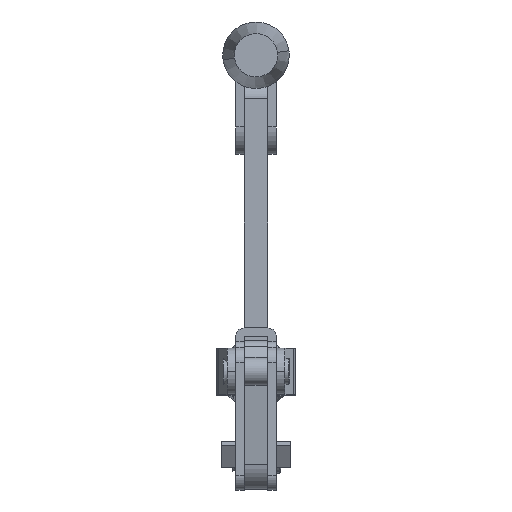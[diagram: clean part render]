
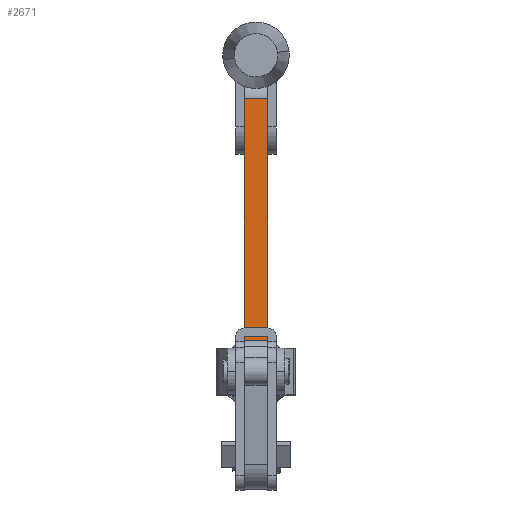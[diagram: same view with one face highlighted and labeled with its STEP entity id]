
A CAD part, front view. The second image highlights one B-rep face of the part: STEP entity #2671.
In plain terms, the highlighted face is planar.
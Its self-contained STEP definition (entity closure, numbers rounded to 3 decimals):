
#983 = ORIENTED_EDGE ( 'NONE', *, *, #21592, .T. ) ;
#2007 = LINE ( 'NONE', #24860, #23626 ) ;
#2671 = ADVANCED_FACE ( 'NONE', ( #34850 ), #25641, .F. ) ;
#5622 = VERTEX_POINT ( 'NONE', #6975 ) ;
#6975 = CARTESIAN_POINT ( 'NONE',  ( 41.522, 9.5, 0. ) ) ;
#8126 = CARTESIAN_POINT ( 'NONE',  ( 125., 9.5, 8. ) ) ;
#8443 = VERTEX_POINT ( 'NONE', #24478 ) ;
#8516 = EDGE_CURVE ( 'NONE', #8443, #5622, #2007, .T. ) ;
#10171 = DIRECTION ( 'NONE',  ( -1., 0., 0. ) ) ;
#13939 = DIRECTION ( 'NONE',  ( 0., 0., -1. ) ) ;
#16187 = EDGE_CURVE ( 'NONE', #32620, #18297, #34882, .T. ) ;
#16936 = LINE ( 'NONE', #30888, #31690 ) ;
#17183 = ORIENTED_EDGE ( 'NONE', *, *, #16187, .F. ) ;
#17339 = ORIENTED_EDGE ( 'NONE', *, *, #8516, .T. ) ;
#17501 = LINE ( 'NONE', #8126, #33183 ) ;
#18297 = VERTEX_POINT ( 'NONE', #28499 ) ;
#19179 = VECTOR ( 'NONE', #27980, 1000. ) ;
#21195 = AXIS2_PLACEMENT_3D ( 'NONE', #34449, #31597, #13939 ) ;
#21592 = EDGE_CURVE ( 'NONE', #32620, #8443, #17501, .T. ) ;
#22065 = CARTESIAN_POINT ( 'NONE',  ( 125., 9.5, 8. ) ) ;
#23040 = EDGE_LOOP ( 'NONE', ( #17339, #35394, #17183, #983 ) ) ;
#23626 = VECTOR ( 'NONE', #10171, 1000. ) ;
#24448 = EDGE_CURVE ( 'NONE', #18297, #5622, #16936, .T. ) ;
#24478 = CARTESIAN_POINT ( 'NONE',  ( 125., 9.5, 0. ) ) ;
#24860 = CARTESIAN_POINT ( 'NONE',  ( 125., 9.5, 0. ) ) ;
#25000 = CARTESIAN_POINT ( 'NONE',  ( 125., 9.5, 8. ) ) ;
#25641 = PLANE ( 'NONE',  #21195 ) ;
#27980 = DIRECTION ( 'NONE',  ( -1., 0., 0. ) ) ;
#28499 = CARTESIAN_POINT ( 'NONE',  ( 41.522, 9.5, 8. ) ) ;
#28778 = DIRECTION ( 'NONE',  ( 0., 0., -1. ) ) ;
#30888 = CARTESIAN_POINT ( 'NONE',  ( 41.522, 9.5, 8. ) ) ;
#31597 = DIRECTION ( 'NONE',  ( 0., -1., 0. ) ) ;
#31690 = VECTOR ( 'NONE', #33882, 1000. ) ;
#32620 = VERTEX_POINT ( 'NONE', #25000 ) ;
#33183 = VECTOR ( 'NONE', #28778, 1000. ) ;
#33882 = DIRECTION ( 'NONE',  ( 0., 0., -1. ) ) ;
#34449 = CARTESIAN_POINT ( 'NONE',  ( 125., 9.5, 8. ) ) ;
#34850 = FACE_OUTER_BOUND ( 'NONE', #23040, .T. ) ;
#34882 = LINE ( 'NONE', #22065, #19179 ) ;
#35394 = ORIENTED_EDGE ( 'NONE', *, *, #24448, .F. ) ;
